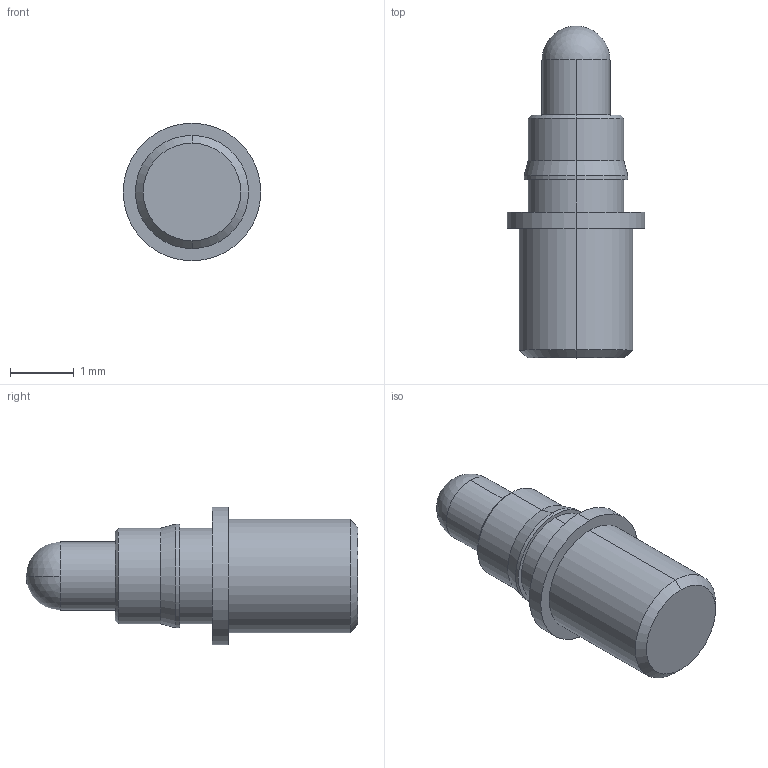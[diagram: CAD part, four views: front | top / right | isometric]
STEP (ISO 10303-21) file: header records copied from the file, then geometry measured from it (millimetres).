
FILE_DESCRIPTION (( 'STEP AP214' ), '1' );
FILE_NAME ('0926-1-15-20-75-14-11-0.STEP', '2019-03-16T00:30:42', ( '' ), ( '' ), 'SwSTEP 2.0', 'SolidWorks 2017', '' );
FILE_SCHEMA (( 'AUTOMOTIVE_DESIGN' ));
Length unit declared in the file: inch
Products named in the file (1): 0926-1-15-20-75-14-11-0
Bounding box: 2.16 x 5.21 x 2.16 mm (x, y, z)
Volume: 9.8 mm3; surface area: 31.2 mm2
Topology: 1 solids, 1 shells, 25 faces, 52 edges, 31 vertices
Faces by surface type: cylinder 12, cone 6, plane 5, sphere 2
Entity records: 700 total; most frequent: DIRECTION 134, CARTESIAN_POINT 107, ORIENTED_EDGE 100, AXIS2_PLACEMENT_3D 58, EDGE_CURVE 50, CIRCLE 32, VERTEX_POINT 31, EDGE_LOOP 29
